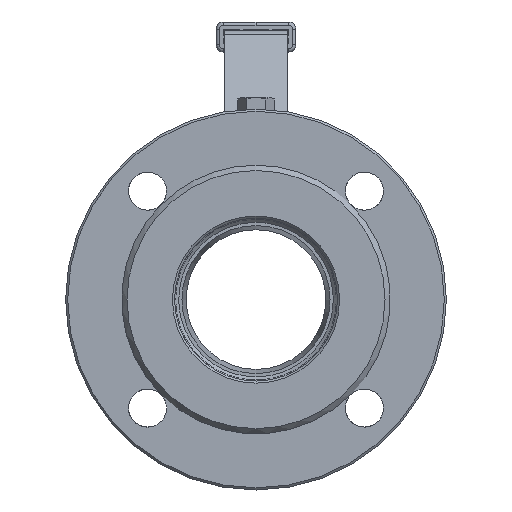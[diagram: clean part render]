
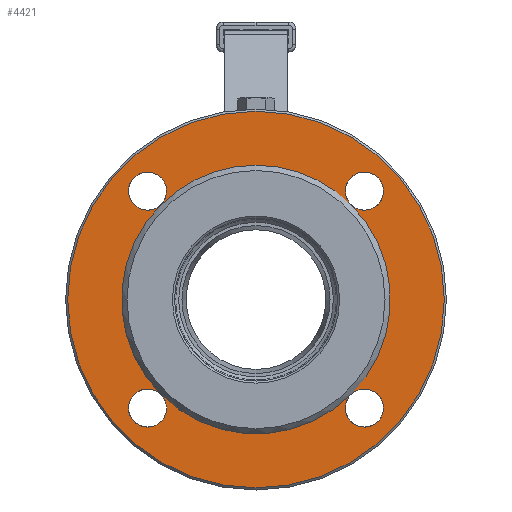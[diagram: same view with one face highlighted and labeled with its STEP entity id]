
A CAD part, front view. The second image highlights one B-rep face of the part: STEP entity #4421.
In plain terms, the highlighted planar face has unit normal (0, -1, 0).
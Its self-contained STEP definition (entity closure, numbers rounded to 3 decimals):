
#4271=CARTESIAN_POINT('',(0.,-15.,89.));
#4272=VERTEX_POINT('',#4271);
#4279=CARTESIAN_POINT('',(-0.,-15.,-89.));
#4280=VERTEX_POINT('',#4279);
#4281=CARTESIAN_POINT('',(0.,-15.,0.));
#4282=DIRECTION('',(0.,-1.,0.));
#4283=DIRECTION('',(0.,0.,-1.));
#4284=AXIS2_PLACEMENT_3D('',#4281,#4282,#4283);
#4285=CIRCLE('',#4284,89.);
#4286=EDGE_CURVE('',#4280,#4272,#4285,.T.);
#4288=CARTESIAN_POINT('',(0.,-15.,0.));
#4289=DIRECTION('',(0.,-1.,0.));
#4290=DIRECTION('',(0.,0.,-1.));
#4291=AXIS2_PLACEMENT_3D('',#4288,#4289,#4290);
#4292=CIRCLE('',#4291,89.);
#4293=EDGE_CURVE('',#4272,#4280,#4292,.T.);
#4301=CARTESIAN_POINT('',(0.,-15.,63.5));
#4302=DIRECTION('',(0.,-1.,0.));
#4303=DIRECTION('',(0.,0.,-1.));
#4304=AXIS2_PLACEMENT_3D('',#4301,#4302,#4303);
#4305=PLANE('',#4304);
#4306=ORIENTED_EDGE('',*,*,#4286,.T.);
#4307=ORIENTED_EDGE('',*,*,#4293,.T.);
#4308=EDGE_LOOP('',(#4306,#4307));
#4309=FACE_BOUND('',#4308,.T.);
#4310=CARTESIAN_POINT('',(-44.901,-15.,44.901));
#4311=VERTEX_POINT('',#4310);
#4312=CARTESIAN_POINT('',(-44.901,-15.,-44.901));
#4313=VERTEX_POINT('',#4312);
#4314=CARTESIAN_POINT('',(0.,-15.,0.));
#4315=DIRECTION('',(0.,-1.,0.));
#4316=DIRECTION('',(0.,0.,-1.));
#4317=AXIS2_PLACEMENT_3D('',#4314,#4315,#4316);
#4318=CIRCLE('',#4317,63.5);
#4319=EDGE_CURVE('',#4311,#4313,#4318,.T.);
#4320=ORIENTED_EDGE('',*,*,#4319,.F.);
#4321=CARTESIAN_POINT('',(-42.265,-15.,51.265));
#4322=VERTEX_POINT('',#4321);
#4323=CARTESIAN_POINT('',(-51.265,-15.,51.265));
#4324=DIRECTION('',(0.,-1.,0.));
#4325=DIRECTION('',(1.,0.,0.));
#4326=AXIS2_PLACEMENT_3D('',#4323,#4324,#4325);
#4327=CIRCLE('',#4326,9.);
#4328=EDGE_CURVE('',#4322,#4311,#4327,.T.);
#4329=ORIENTED_EDGE('',*,*,#4328,.F.);
#4330=CARTESIAN_POINT('',(-51.265,-15.,51.265));
#4331=DIRECTION('',(0.,-1.,0.));
#4332=DIRECTION('',(1.,0.,0.));
#4333=AXIS2_PLACEMENT_3D('',#4330,#4331,#4332);
#4334=CIRCLE('',#4333,9.);
#4335=EDGE_CURVE('',#4311,#4322,#4334,.T.);
#4336=ORIENTED_EDGE('',*,*,#4335,.F.);
#4337=CARTESIAN_POINT('',(0.,-15.,63.5));
#4338=VERTEX_POINT('',#4337);
#4339=CARTESIAN_POINT('',(0.,-15.,0.));
#4340=DIRECTION('',(0.,-1.,0.));
#4341=DIRECTION('',(0.,0.,-1.));
#4342=AXIS2_PLACEMENT_3D('',#4339,#4340,#4341);
#4343=CIRCLE('',#4342,63.5);
#4344=EDGE_CURVE('',#4338,#4311,#4343,.T.);
#4345=ORIENTED_EDGE('',*,*,#4344,.F.);
#4346=CARTESIAN_POINT('',(44.901,-15.,44.901));
#4347=VERTEX_POINT('',#4346);
#4348=CARTESIAN_POINT('',(0.,-15.,0.));
#4349=DIRECTION('',(0.,-1.,0.));
#4350=DIRECTION('',(0.,0.,-1.));
#4351=AXIS2_PLACEMENT_3D('',#4348,#4349,#4350);
#4352=CIRCLE('',#4351,63.5);
#4353=EDGE_CURVE('',#4347,#4338,#4352,.T.);
#4354=ORIENTED_EDGE('',*,*,#4353,.F.);
#4355=CARTESIAN_POINT('',(60.265,-15.,51.265));
#4356=VERTEX_POINT('',#4355);
#4357=CARTESIAN_POINT('',(51.265,-15.,51.265));
#4358=DIRECTION('',(0.,-1.,0.));
#4359=DIRECTION('',(1.,0.,0.));
#4360=AXIS2_PLACEMENT_3D('',#4357,#4358,#4359);
#4361=CIRCLE('',#4360,9.);
#4362=EDGE_CURVE('',#4356,#4347,#4361,.T.);
#4363=ORIENTED_EDGE('',*,*,#4362,.F.);
#4364=CARTESIAN_POINT('',(51.265,-15.,51.265));
#4365=DIRECTION('',(0.,-1.,0.));
#4366=DIRECTION('',(1.,0.,0.));
#4367=AXIS2_PLACEMENT_3D('',#4364,#4365,#4366);
#4368=CIRCLE('',#4367,9.);
#4369=EDGE_CURVE('',#4347,#4356,#4368,.T.);
#4370=ORIENTED_EDGE('',*,*,#4369,.F.);
#4371=CARTESIAN_POINT('',(44.901,-15.,-44.901));
#4372=VERTEX_POINT('',#4371);
#4373=CARTESIAN_POINT('',(0.,-15.,0.));
#4374=DIRECTION('',(0.,-1.,0.));
#4375=DIRECTION('',(0.,0.,-1.));
#4376=AXIS2_PLACEMENT_3D('',#4373,#4374,#4375);
#4377=CIRCLE('',#4376,63.5);
#4378=EDGE_CURVE('',#4372,#4347,#4377,.T.);
#4379=ORIENTED_EDGE('',*,*,#4378,.F.);
#4380=CARTESIAN_POINT('',(60.265,-15.,-51.265));
#4381=VERTEX_POINT('',#4380);
#4382=CARTESIAN_POINT('',(51.265,-15.,-51.265));
#4383=DIRECTION('',(0.,-1.,0.));
#4384=DIRECTION('',(1.,0.,0.));
#4385=AXIS2_PLACEMENT_3D('',#4382,#4383,#4384);
#4386=CIRCLE('',#4385,9.);
#4387=EDGE_CURVE('',#4381,#4372,#4386,.T.);
#4388=ORIENTED_EDGE('',*,*,#4387,.F.);
#4389=CARTESIAN_POINT('',(51.265,-15.,-51.265));
#4390=DIRECTION('',(0.,-1.,0.));
#4391=DIRECTION('',(1.,0.,0.));
#4392=AXIS2_PLACEMENT_3D('',#4389,#4390,#4391);
#4393=CIRCLE('',#4392,9.);
#4394=EDGE_CURVE('',#4372,#4381,#4393,.T.);
#4395=ORIENTED_EDGE('',*,*,#4394,.F.);
#4396=CARTESIAN_POINT('',(0.,-15.,0.));
#4397=DIRECTION('',(0.,-1.,0.));
#4398=DIRECTION('',(0.,0.,-1.));
#4399=AXIS2_PLACEMENT_3D('',#4396,#4397,#4398);
#4400=CIRCLE('',#4399,63.5);
#4401=EDGE_CURVE('',#4313,#4372,#4400,.T.);
#4402=ORIENTED_EDGE('',*,*,#4401,.F.);
#4403=CARTESIAN_POINT('',(-42.265,-15.,-51.265));
#4404=VERTEX_POINT('',#4403);
#4405=CARTESIAN_POINT('',(-51.265,-15.,-51.265));
#4406=DIRECTION('',(0.,-1.,0.));
#4407=DIRECTION('',(1.,0.,0.));
#4408=AXIS2_PLACEMENT_3D('',#4405,#4406,#4407);
#4409=CIRCLE('',#4408,9.);
#4410=EDGE_CURVE('',#4404,#4313,#4409,.T.);
#4411=ORIENTED_EDGE('',*,*,#4410,.F.);
#4412=CARTESIAN_POINT('',(-51.265,-15.,-51.265));
#4413=DIRECTION('',(0.,-1.,0.));
#4414=DIRECTION('',(1.,0.,0.));
#4415=AXIS2_PLACEMENT_3D('',#4412,#4413,#4414);
#4416=CIRCLE('',#4415,9.);
#4417=EDGE_CURVE('',#4313,#4404,#4416,.T.);
#4418=ORIENTED_EDGE('',*,*,#4417,.F.);
#4419=EDGE_LOOP('',(#4320,#4329,#4336,#4345,#4354,#4363,#4370,#4379,#4388,#4395,#4402,#4411,#4418));
#4420=FACE_BOUND('',#4419,.T.);
#4421=ADVANCED_FACE('',(#4309,#4420),#4305,.T.);
